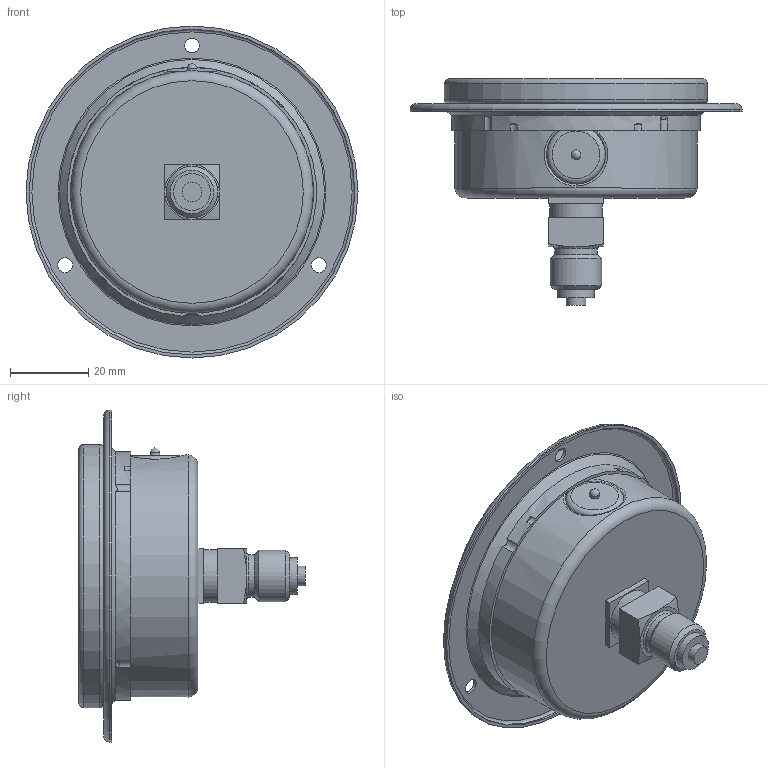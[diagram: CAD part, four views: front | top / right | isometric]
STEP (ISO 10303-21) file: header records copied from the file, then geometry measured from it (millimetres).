
FILE_DESCRIPTION(/* description */ (''),/* implementation_level */ '2;1');
FILE_NAME(/* name */ 'RF63Ch_D932_851XX932.stp',/* time_stamp */ '2018-01-29T12:12:56+01:00',/* author */ ('acgl'),/* organization */ (''),/* preprocessor_version */ 'ST-DEVELOPER v15.6',/* originating_system */ 'Autodesk Inventor 2015',/* authorisation */ '');
FILE_SCHEMA (('AUTOMOTIVE_DESIGN { 1 0 10303 214 3 1 1 }'));
Length unit declared in the file: centimetre
Products named in the file (1): RF63Ch_D932_851XX932
Bounding box: 85 x 58 x 85 mm (x, y, z)
Volume: 102107.1 mm3; surface area: 21867.5 mm2
Topology: 1 solids, 1 shells, 112 faces, 310 edges, 205 vertices
Faces by surface type: cylinder 46, plane 24, torus 18, bspline 15, cone 8, sphere 1
Full cylindrical faces by diameter (mm): 2.5 x1, 3.8 x3, 5 x1, 9.5 x1, 11 x1, 13.16 x1, 13.5 x1, 62 x1, 67.6 x1, 83.4 x1, 85 x1
Entity records: 4734 total; most frequent: CARTESIAN_POINT 1954, ORIENTED_EDGE 548, DIRECTION 492, EDGE_CURVE 274, AXIS2_PLACEMENT_3D 215, VERTEX_POINT 196, EDGE_LOOP 164, CIRCLE 117
